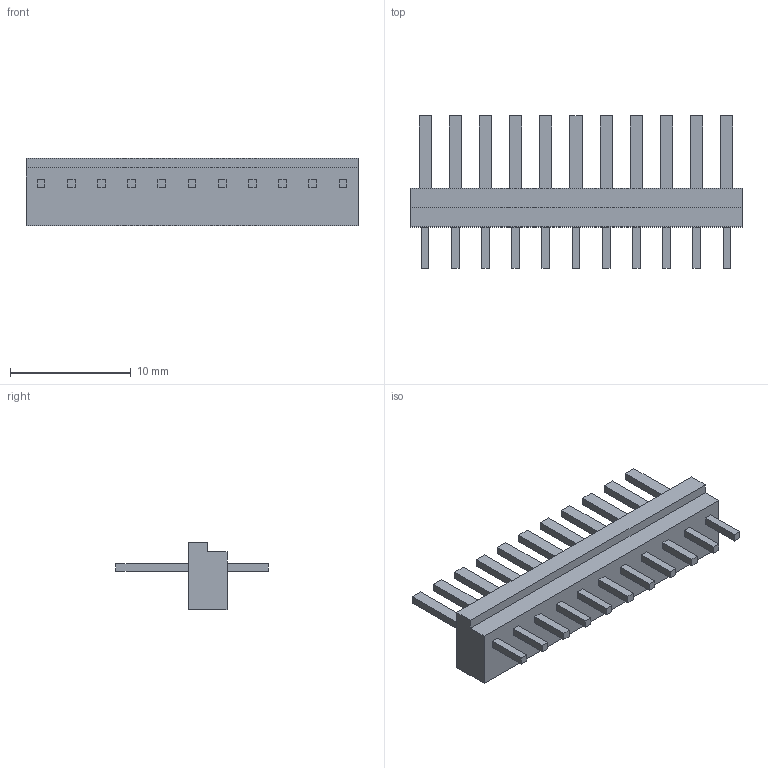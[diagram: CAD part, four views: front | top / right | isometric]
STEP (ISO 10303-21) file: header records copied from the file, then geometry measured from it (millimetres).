
FILE_DESCRIPTION(('FreeCAD Model'),'2;1');
FILE_NAME('Open CASCADE Shape Model','2022-12-14T02:09:10',('Author'),( ''),'Open CASCADE STEP processor 7.6','FreeCAD','Unknown');
FILE_SCHEMA(('AUTOMOTIVE_DESIGN { 1 0 10303 214 1 1 1 1 }'));
Length unit declared in the file: millimetre
Products named in the file (1): B11P-SHF-1AA(LF)(SN)
Bounding box: 27.5 x 12.6 x 5.6 mm (x, y, z)
Volume: 515.2 mm3; surface area: 829.5 mm2
Topology: 1 solids, 1 shells, 118 faces, 282 edges, 188 vertices
Faces by surface type: plane 118
Entity records: 7091 total; most frequent: CARTESIAN_POINT 1153, DIRECTION 1084, LINE 846, VECTOR 846, ORIENTED_EDGE 564, PCURVE 564, DEFINITIONAL_REPRESENTATION 564, EDGE_CURVE 282
